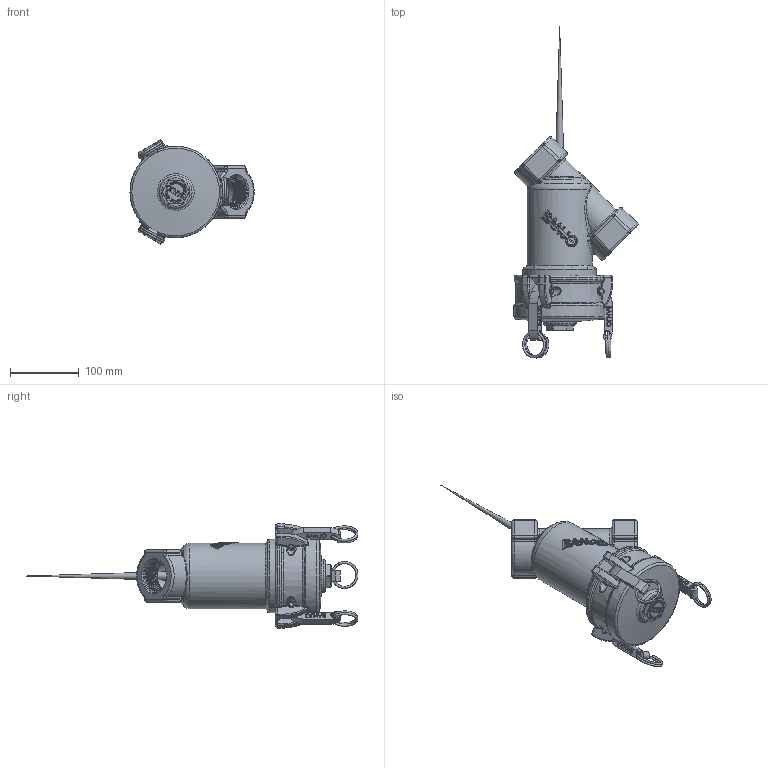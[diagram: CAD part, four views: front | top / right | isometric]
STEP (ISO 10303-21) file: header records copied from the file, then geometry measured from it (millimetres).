
FILE_DESCRIPTION(/* description */ ('1 1/2" NPT LINE STRAINER W/ 6 MESH SCREEN'),/* implementation_level */ '2;1');
FILE_NAME(/* name */ 'LSQ150-06.stp',/* time_stamp */ '2020-05-08T10:19:55-04:00',/* author */ ('MJC'),/* organization */ (''),/* preprocessor_version */ 'ST-DEVELOPER v17.2',/* originating_system */ 'Autodesk Inventor 2019',/* authorisation */ '');
FILE_SCHEMA (('AUTOMOTIVE_DESIGN { 1 0 10303 214 3 1 1 }'));
Length unit declared in the file: inch
Products named in the file (14): LSQ150-06; LSQ150-B; LSQ200-C; LSQ200-MYC; LSQ200-MXC; LSQ200-XC; 300K; 300XK; 150RING; 300P; LSQ200-G; LSQ200R1; PLUG075S; LS206
Assembly tree (17 placements, depth 5):
  LSQ150-06
    LSQ150-B
    LSQ200-C
      LSQ200-MYC
        LSQ200-MXC
          LSQ200-XC
      300K  x3
        300XK
        150RING
      300P  x3
      LSQ200-G
      LSQ200R1
      PLUG075S
    LS206
Bounding box: 180.92 x 484.18 x 151.74 mm (x, y, z)
Volume: 1292917.8 mm3; surface area: 406813.2 mm2
Topology: 15 solids, 15 shells, 3438 faces, 8474 edges, 5084 vertices
Faces by surface type: plane 1180, bspline 982, cylinder 828, torus 208, sphere 161, cone 79
Full cylindrical faces by diameter (mm): 6.35 x3, 7.899 x3, 7.925 x6, 8.103 x3, 12.7 x1, 26.67 x1, 43.18 x2, 55.626 x1, 60.452 x1, 64.77 x1, 65.786 x1, 66.04 x1, 67.716 x2, 79.502 x1, 82.55 x1, 90.678 x1, 95.25 x1, 105.791 x1, 107.188 x2, 108.839 x1, 110.236 x1, 111.912 x1, 133.35 x1
Entity records: 101760 total; most frequent: CARTESIAN_POINT 48759, ORIENTED_EDGE 11738, DIRECTION 9465, EDGE_CURVE 5869, VERTEX_POINT 3706, AXIS2_PLACEMENT_3D 3282, LINE 2901, VECTOR 2901
